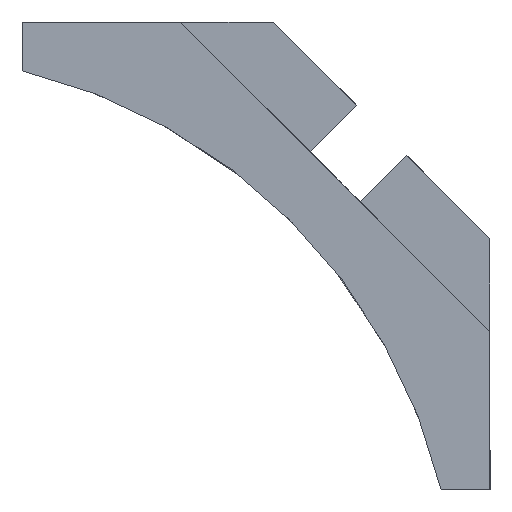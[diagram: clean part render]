
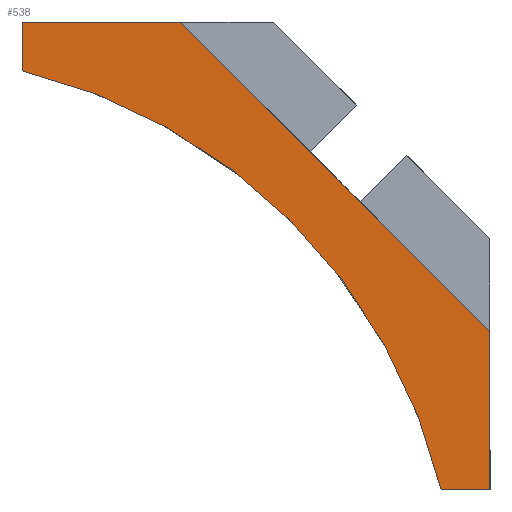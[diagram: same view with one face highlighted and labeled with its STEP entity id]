
A CAD part, left-side view. The second image highlights one B-rep face of the part: STEP entity #538.
In plain terms, the highlighted planar face has unit normal (-1, 0, 0).
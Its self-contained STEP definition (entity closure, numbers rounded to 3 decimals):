
#77 = VERTEX_POINT('',#78);
#78 = CARTESIAN_POINT('',(-6.,3.165,-30.249));
#84 = EDGE_CURVE('',#85,#77,#87,.T.);
#85 = VERTEX_POINT('',#86);
#86 = CARTESIAN_POINT('',(-6.,30.249,-3.165));
#87 = CIRCLE('',#88,36.5);
#88 = AXIS2_PLACEMENT_3D('',#89,#90,#91);
#89 = CARTESIAN_POINT('',(-6.,38.678,-38.678));
#90 = DIRECTION('',(1.,0.,0.));
#91 = DIRECTION('',(0.,1.,0.));
#511 = EDGE_CURVE('',#77,#512,#514,.T.);
#512 = VERTEX_POINT('',#513);
#513 = CARTESIAN_POINT('',(-6.,0.,-30.249));
#514 = LINE('',#515,#516);
#515 = CARTESIAN_POINT('',(-6.,3.165,-30.249));
#516 = VECTOR('',#517,1.);
#517 = DIRECTION('',(0.,-1.,0.));
#538 = ADVANCED_FACE('',(#539),#573,.F.);
#539 = FACE_BOUND('',#540,.T.);
#540 = EDGE_LOOP('',(#541,#542,#543,#551,#559,#567));
#541 = ORIENTED_EDGE('',*,*,#84,.T.);
#542 = ORIENTED_EDGE('',*,*,#511,.T.);
#543 = ORIENTED_EDGE('',*,*,#544,.F.);
#544 = EDGE_CURVE('',#545,#512,#547,.T.);
#545 = VERTEX_POINT('',#546);
#546 = CARTESIAN_POINT('',(-6.,0.,-20.));
#547 = LINE('',#548,#549);
#548 = CARTESIAN_POINT('',(-6.,0.,-20.));
#549 = VECTOR('',#550,1.);
#550 = DIRECTION('',(0.,0.,-1.));
#551 = ORIENTED_EDGE('',*,*,#552,.F.);
#552 = EDGE_CURVE('',#553,#545,#555,.T.);
#553 = VERTEX_POINT('',#554);
#554 = CARTESIAN_POINT('',(-6.,20.,0.));
#555 = LINE('',#556,#557);
#556 = CARTESIAN_POINT('',(-6.,20.,0.));
#557 = VECTOR('',#558,1.);
#558 = DIRECTION('',(0.,-0.707,-0.707)
  );
#559 = ORIENTED_EDGE('',*,*,#560,.F.);
#560 = EDGE_CURVE('',#561,#553,#563,.T.);
#561 = VERTEX_POINT('',#562);
#562 = CARTESIAN_POINT('',(-6.,30.249,0.));
#563 = LINE('',#564,#565);
#564 = CARTESIAN_POINT('',(-6.,30.249,0.));
#565 = VECTOR('',#566,1.);
#566 = DIRECTION('',(0.,-1.,0.));
#567 = ORIENTED_EDGE('',*,*,#568,.F.);
#568 = EDGE_CURVE('',#85,#561,#569,.T.);
#569 = LINE('',#570,#571);
#570 = CARTESIAN_POINT('',(-6.,30.249,-3.165));
#571 = VECTOR('',#572,1.);
#572 = DIRECTION('',(0.,0.,1.));
#573 = PLANE('',#574);
#574 = AXIS2_PLACEMENT_3D('',#575,#576,#577);
#575 = CARTESIAN_POINT('',(-6.,12.814,-12.814));
#576 = DIRECTION('',(1.,0.,0.));
#577 = DIRECTION('',(0.,0.,1.));
